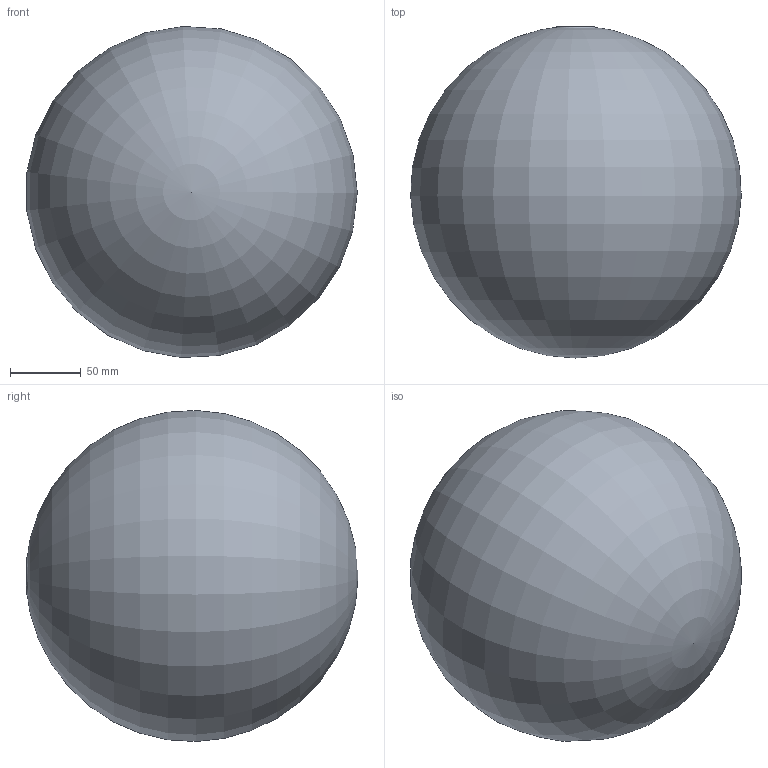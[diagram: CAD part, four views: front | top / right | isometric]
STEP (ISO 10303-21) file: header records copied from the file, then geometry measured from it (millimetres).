
FILE_DESCRIPTION(('STEP AP203'), '1');
FILE_NAME('MTB8-ES442', '2025-02-10T13:59:54', (''), (''), 'C3D Converter', 'C3D Toolkit', '');
FILE_SCHEMA(('CONFIG_CONTROL_DESIGN'));
Length unit declared in the file: millimetre
Bounding box: 232.95 x 233.95 x 233.28 mm (x, y, z)
Volume: 6708100.3 mm3; surface area: 184401.2 mm2
Topology: 4 solids, 4 shells, 413 faces, 1068 edges, 693 vertices
Faces by surface type: plane 247, cylinder 124, torus 27, cone 15
Full cylindrical faces by diameter (mm): 2.2 x2, 2.5 x2, 5.5 x2, 6 x4, 17 x1, 18.3 x1, 19 x1, 20.2 x1, 25.5 x1, 26.7 x1, 28 x1, 29 x2, 29.1 x1
Entity records: 19606 total; most frequent: CARTESIAN_POINT 6155, DIRECTION 2134, ORIENTED_EDGE 2074, EDGE_CURVE 1037, AXIS2_PLACEMENT_3D 817, VERTEX_POINT 689, LINE 500, VECTOR 500
